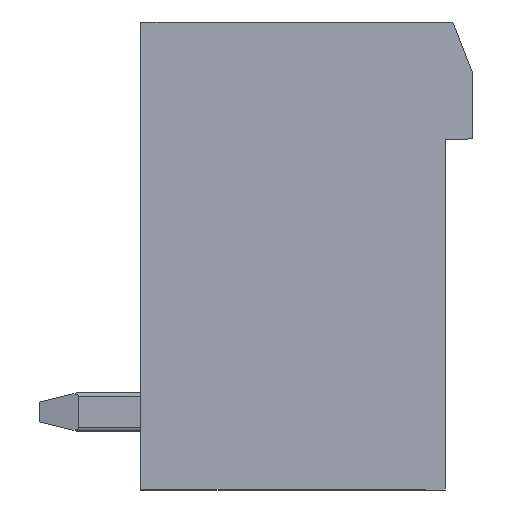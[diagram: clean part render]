
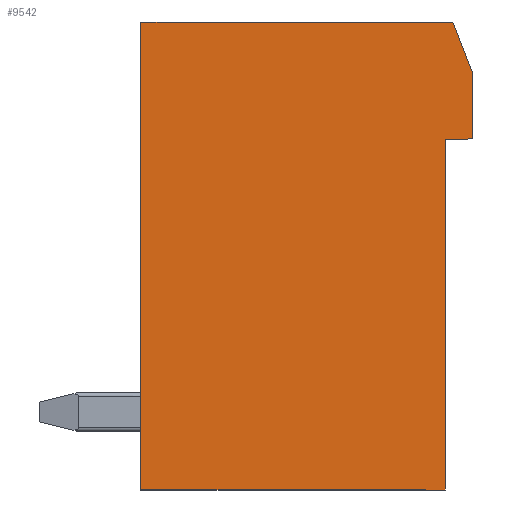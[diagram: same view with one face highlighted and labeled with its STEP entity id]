
A CAD part, left-side view. The second image highlights one B-rep face of the part: STEP entity #9542.
In plain terms, the highlighted planar face has unit normal (-1, 0, 0).
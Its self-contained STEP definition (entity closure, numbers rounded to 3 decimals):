
#2969=ORIENTED_EDGE('',*,*,#3635,.T.);
#2970=ORIENTED_EDGE('',*,*,#3678,.T.);
#2971=ORIENTED_EDGE('',*,*,#3704,.T.);
#2972=ORIENTED_EDGE('',*,*,#3147,.T.);
#2973=ORIENTED_EDGE('',*,*,#3720,.T.);
#2974=ORIENTED_EDGE('',*,*,#3717,.T.);
#2975=ORIENTED_EDGE('',*,*,#3716,.T.);
#3147=EDGE_CURVE('',#4491,#4490,#5352,.T.);
#3635=EDGE_CURVE('',#4901,#4903,#5778,.T.);
#3678=EDGE_CURVE('',#4903,#4927,#5813,.T.);
#3704=EDGE_CURVE('',#4927,#4491,#5839,.T.);
#3716=EDGE_CURVE('',#4945,#4901,#5851,.T.);
#3717=EDGE_CURVE('',#4946,#4945,#5852,.T.);
#3720=EDGE_CURVE('',#4490,#4946,#5855,.T.);
#4490=VERTEX_POINT('',#12865);
#4491=VERTEX_POINT('',#12867);
#4901=VERTEX_POINT('',#13880);
#4903=VERTEX_POINT('',#13884);
#4927=VERTEX_POINT('',#13957);
#4945=VERTEX_POINT('',#14006);
#4946=VERTEX_POINT('',#14019);
#5352=LINE('',#12866,#6423);
#5778=LINE('',#13885,#6849);
#5813=LINE('',#13958,#6884);
#5839=LINE('',#14001,#6910);
#5851=LINE('',#14016,#6922);
#5852=LINE('',#14018,#6923);
#5855=LINE('',#14024,#6926);
#6423=VECTOR('',#10337,1000.);
#6849=VECTOR('',#11011,1000.);
#6884=VECTOR('',#11074,1000.);
#6910=VECTOR('',#11102,1000.);
#6922=VECTOR('',#11116,1000.);
#6923=VECTOR('',#11119,1000.);
#6926=VECTOR('',#11124,1000.);
#8037=EDGE_LOOP('',(#2969,#2970,#2971,#2972,#2973,#2974,#2975));
#8618=FACE_BOUND('',#8037,.T.);
#9031=PLANE('',#10254);
#9542=ADVANCED_FACE('',(#8618),#9031,.T.);
#10254=AXIS2_PLACEMENT_3D('',#15666,#12660,#12661);
#10337=DIRECTION('',(0.,-1.,0.));
#11011=DIRECTION('',(0.,0.359,0.933));
#11074=DIRECTION('',(0.,1.,0.));
#11102=DIRECTION('',(0.,0.,-1.));
#11116=DIRECTION('',(0.,0.,1.));
#11119=DIRECTION('',(0.,-1.,0.));
#11124=DIRECTION('',(0.,0.,1.));
#12660=DIRECTION('',(-1.,0.,0.));
#12661=DIRECTION('',(0.,0.,1.));
#12865=CARTESIAN_POINT('',(-20.7,0.7,-6.));
#12866=CARTESIAN_POINT('',(-20.7,8.5,-6.));
#12867=CARTESIAN_POINT('',(-20.7,8.5,-6.));
#13880=CARTESIAN_POINT('',(-20.7,0.,4.7));
#13884=CARTESIAN_POINT('',(-20.7,0.5,6.));
#13885=CARTESIAN_POINT('',(-20.7,0.,4.7));
#13957=CARTESIAN_POINT('',(-20.7,8.5,6.));
#13958=CARTESIAN_POINT('',(-20.7,0.5,6.));
#14001=CARTESIAN_POINT('',(-20.7,8.5,6.));
#14006=CARTESIAN_POINT('',(-20.7,0.,3.));
#14016=CARTESIAN_POINT('',(-20.7,0.,3.));
#14018=CARTESIAN_POINT('',(-20.7,0.7,3.));
#14019=CARTESIAN_POINT('',(-20.7,0.7,3.));
#14024=CARTESIAN_POINT('',(-20.7,0.7,-6.));
#15666=CARTESIAN_POINT('',(-20.7,0.,0.));
